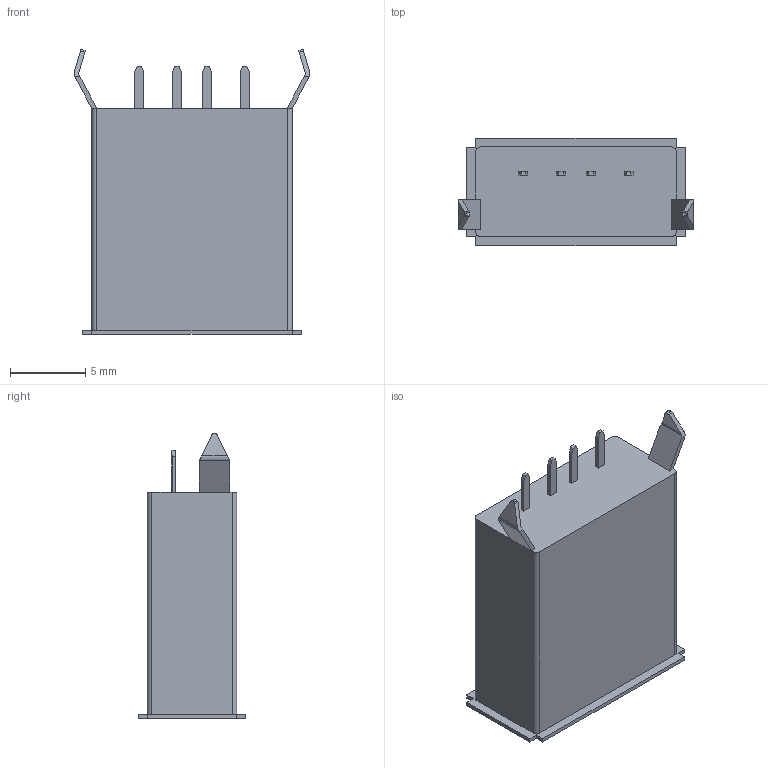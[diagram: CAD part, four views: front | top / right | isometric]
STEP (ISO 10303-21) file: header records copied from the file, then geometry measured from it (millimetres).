
FILE_DESCRIPTION(/* description */ (''),/* implementation_level */ '2;1');
FILE_NAME(/* name */ 'KUSBV-AS-1-N-WHT.ipt.step',/* time_stamp */ '2020-04-16T23:10:24-04:00',/* author */ ('Jordan'),/* organization */ (''),/* preprocessor_version */ 'ST-DEVELOPER v17',/* originating_system */ 'Autodesk Inventor 2019',/* authorisation */ '');
FILE_SCHEMA (('AUTOMOTIVE_DESIGN { 1 0 10303 214 3 1 1 }'));
Length unit declared in the file: inch
Products named in the file (1): KUSBV-AS-1-N-WHT
Bounding box: 15.65 x 7.12 x 18.9 mm (x, y, z)
Volume: 769.8 mm3; surface area: 1353.9 mm2
Topology: 1 solids, 1 shells, 105 faces, 276 edges, 180 vertices
Faces by surface type: plane 79, cylinder 26
Entity records: 3251 total; most frequent: CARTESIAN_POINT 562, ORIENTED_EDGE 552, DIRECTION 544, EDGE_CURVE 276, LINE 220, VECTOR 220, VERTEX_POINT 180, AXIS2_PLACEMENT_3D 162
